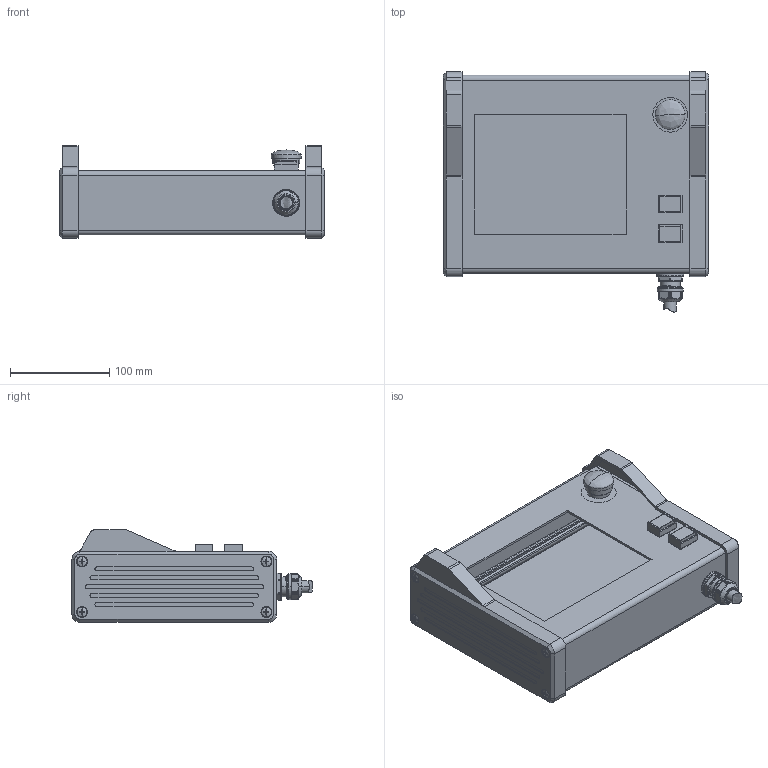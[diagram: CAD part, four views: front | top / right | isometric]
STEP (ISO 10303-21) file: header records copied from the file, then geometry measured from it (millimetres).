
FILE_DESCRIPTION (( 'STEP AP203' ), '1' );
FILE_NAME ('C2C-501G-STP.step', '2025-06-25T02:02:55', ( '' ), ( '' ), 'SwSTEP 2.0', 'SolidWorks 2020', '' );
FILE_SCHEMA (( 'CONFIG_CONTROL_DESIGN' ));
Length unit declared in the file: millimetre
Products named in the file (1): C2C-501G-STP
Bounding box: 268 x 242.31 x 93.25 mm (x, y, z)
Volume: 536072.1 mm3; surface area: 340228.2 mm2
Topology: 2 solids, 6 shells, 985 faces, 2578 edges, 1658 vertices
Faces by surface type: plane 454, cylinder 317, bspline 128, cone 70, sphere 16
Entity records: 38370 total; most frequent: CARTESIAN_POINT 14799, ORIENTED_EDGE 5152, DIRECTION 4672, EDGE_CURVE 2576, AXIS2_PLACEMENT_3D 1744, VERTEX_POINT 1658, VECTOR 1184, LINE 1184
